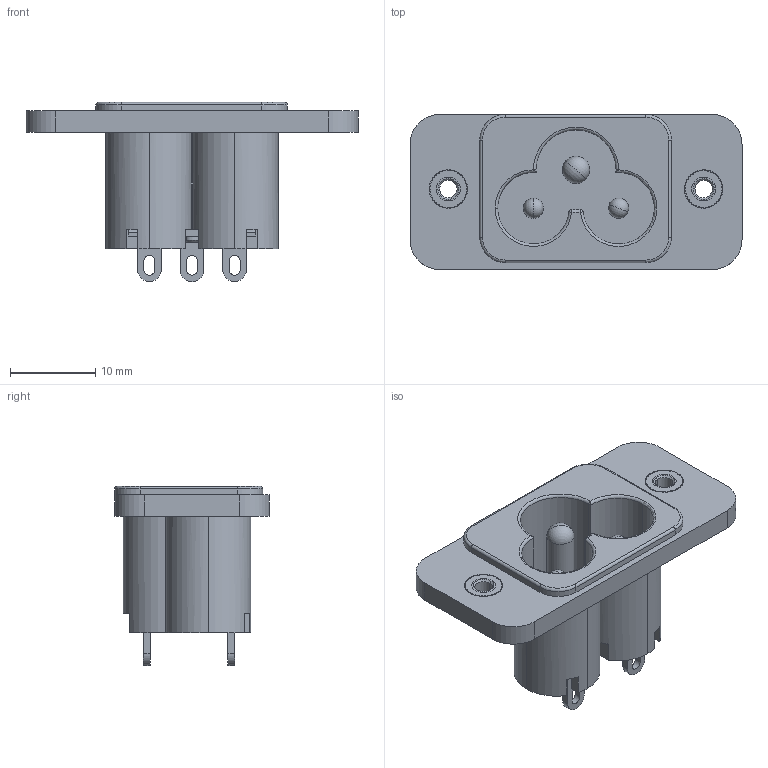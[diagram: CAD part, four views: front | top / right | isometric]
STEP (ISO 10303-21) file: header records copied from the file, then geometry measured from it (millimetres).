
FILE_DESCRIPTION (( 'STEP AP214' ), '1' );
FILE_NAME ('IO-C6SP-28.STEP', '2023-03-17T09:07:11', ( 'xe' ), ( '' ), 'SwSTEP 2.0', 'SolidWorks 2008', '' );
FILE_SCHEMA (( 'AUTOMOTIVE_DESIGN' ));
Length unit declared in the file: millimetre
Products named in the file (1): IO-C6SP-28
Bounding box: 39 x 18.2 x 21.05 mm (x, y, z)
Volume: 2832.7 mm3; surface area: 4233.4 mm2
Topology: 3 solids, 3 shells, 601 faces, 1698 edges, 1113 vertices
Faces by surface type: cylinder 440, plane 116, torus 23, cone 14, sphere 8
Entity records: 30421 total; most frequent: CARTESIAN_POINT 7951, DIRECTION 3417, ORIENTED_EDGE 3372, EDGE_CURVE 1686, AXIS2_PLACEMENT_3D 1349, VERTEX_POINT 1107, CIRCLE 747, VECTOR 719
